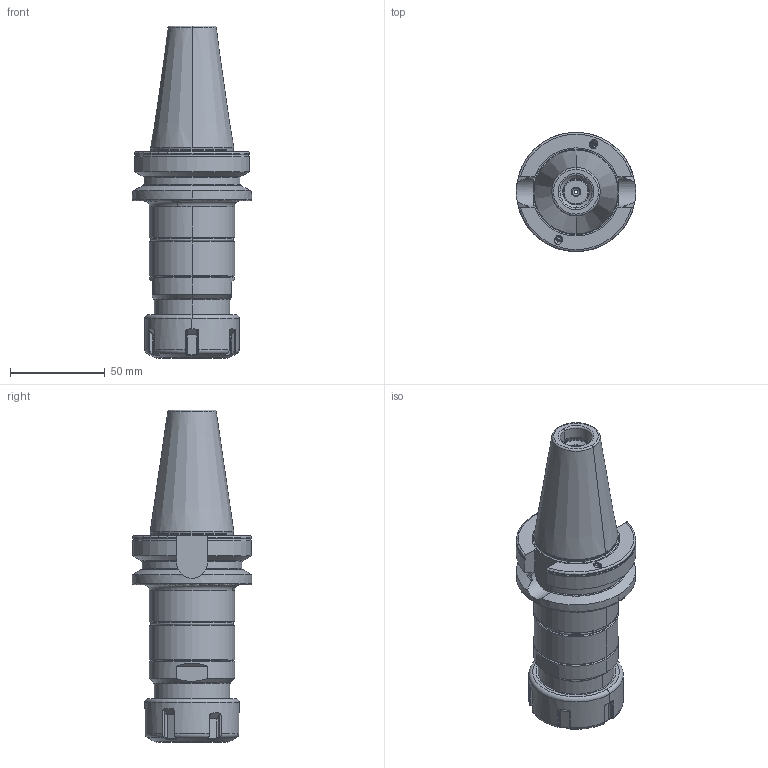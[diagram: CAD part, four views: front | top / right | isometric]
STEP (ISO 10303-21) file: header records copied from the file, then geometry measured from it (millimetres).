
FILE_DESCRIPTION((''),'2;1');
FILE_NAME('DC_406_16_02_20','2020-09-24T',('104091'),(''),'CREO PARAMETRIC BY PTC INC, 2016260','CREO PARAMETRIC BY PTC INC, 2016260','');
FILE_SCHEMA(('CONFIG_CONTROL_DESIGN'));
Length unit declared in the file: millimetre
Products named in the file (1): DC_406_16_02_20
Bounding box: 63 x 63 x 175.4 mm (x, y, z)
Volume: 222164.8 mm3; surface area: 48570.1 mm2
Topology: 3 solids, 3 shells, 397 faces, 952 edges, 568 vertices
Faces by surface type: cylinder 102, plane 95, cone 66, torus 62, bspline 60, sphere 12
Entity records: 14640 total; most frequent: CARTESIAN_POINT 5868, ORIENTED_EDGE 1896, DIRECTION 1704, EDGE_CURVE 948, AXIS2_PLACEMENT_3D 672, VERTEX_POINT 568, EDGE_LOOP 418, FACE_OUTER_BOUND 397
